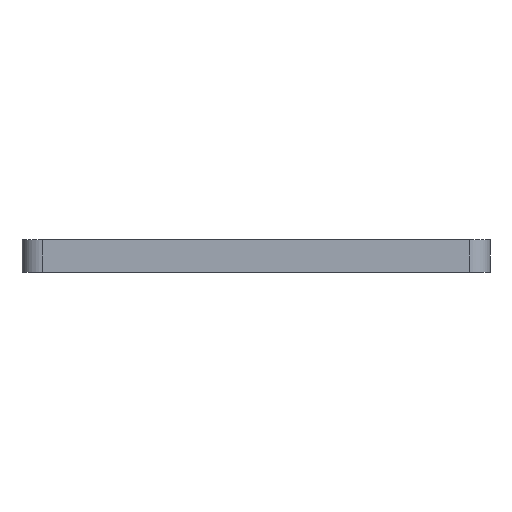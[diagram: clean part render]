
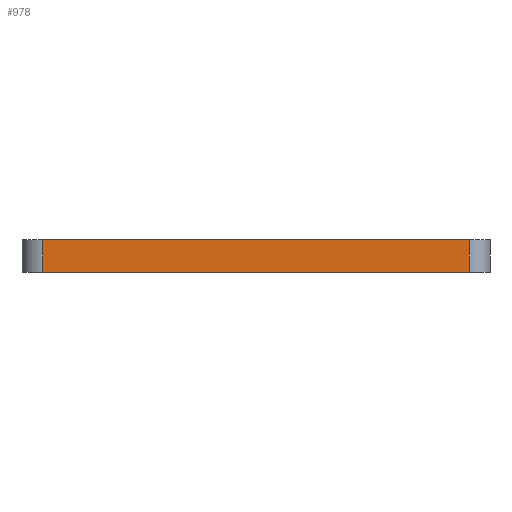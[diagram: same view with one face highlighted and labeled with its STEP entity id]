
A CAD part, left-side view. The second image highlights one B-rep face of the part: STEP entity #978.
In plain terms, the highlighted planar face has unit normal (-1, 0, 0).
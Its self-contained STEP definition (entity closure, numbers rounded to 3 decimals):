
#100=ORIENTED_EDGE('',*,*,#383,.T.);
#101=ORIENTED_EDGE('',*,*,#385,.T.);
#102=ORIENTED_EDGE('',*,*,#386,.F.);
#103=ORIENTED_EDGE('',*,*,#387,.F.);
#383=EDGE_CURVE('',#525,#524,#604,.T.);
#385=EDGE_CURVE('',#524,#526,#605,.T.);
#386=EDGE_CURVE('',#527,#526,#606,.T.);
#387=EDGE_CURVE('',#525,#527,#607,.T.);
#524=VERTEX_POINT('',#1501);
#525=VERTEX_POINT('',#1503);
#526=VERTEX_POINT('',#1507);
#527=VERTEX_POINT('',#1509);
#604=LINE('',#1502,#708);
#605=LINE('',#1506,#709);
#606=LINE('',#1508,#710);
#607=LINE('',#1510,#711);
#708=VECTOR('',#1183,1000.);
#709=VECTOR('',#1188,1000.);
#710=VECTOR('',#1189,1000.);
#711=VECTOR('',#1190,1000.);
#808=EDGE_LOOP('',(#100,#101,#102,#103));
#876=FACE_BOUND('',#808,.T.);
#942=PLANE('',#1061);
#978=ADVANCED_FACE('',(#876),#942,.F.);
#1061=AXIS2_PLACEMENT_3D('',#1505,#1186,#1187);
#1183=DIRECTION('',(0.,0.,-1.));
#1186=DIRECTION('',(1.,0.,0.));
#1187=DIRECTION('',(0.,0.,-1.));
#1188=DIRECTION('',(0.,-1.,0.));
#1189=DIRECTION('',(0.,0.,-1.));
#1190=DIRECTION('',(0.,-1.,0.));
#1501=CARTESIAN_POINT('',(-83.75,76.25,-7.));
#1502=CARTESIAN_POINT('',(-83.75,76.25,1.));
#1503=CARTESIAN_POINT('',(-83.75,76.25,4.7));
#1505=CARTESIAN_POINT('',(-83.75,0.,1.));
#1506=CARTESIAN_POINT('',(-83.75,0.,-7.));
#1507=CARTESIAN_POINT('',(-83.75,-76.25,-7.));
#1508=CARTESIAN_POINT('',(-83.75,-76.25,1.));
#1509=CARTESIAN_POINT('',(-83.75,-76.25,4.7));
#1510=CARTESIAN_POINT('',(-83.75,0.,4.7));
